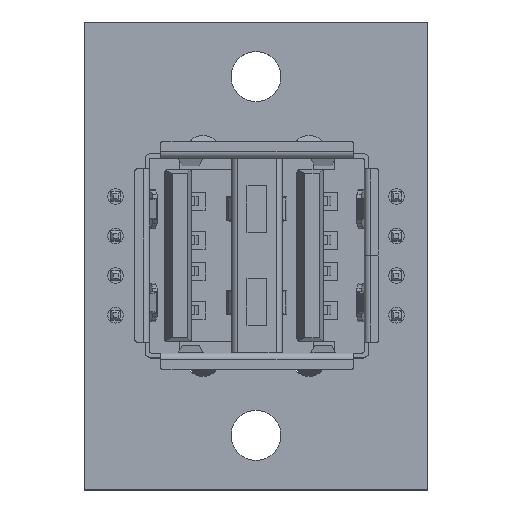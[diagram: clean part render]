
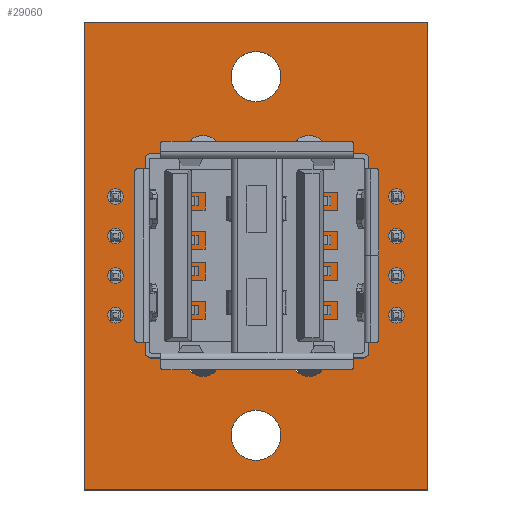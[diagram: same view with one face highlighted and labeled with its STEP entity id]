
A CAD part, top view. The second image highlights one B-rep face of the part: STEP entity #29060.
In plain terms, the highlighted planar face has unit normal (0, 0, 1).
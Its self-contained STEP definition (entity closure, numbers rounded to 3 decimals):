
#296=FACE_BOUND('',#4302,.T.);
#297=FACE_BOUND('',#4303,.T.);
#298=FACE_BOUND('',#4304,.T.);
#299=FACE_BOUND('',#4305,.T.);
#300=FACE_BOUND('',#4306,.T.);
#301=FACE_BOUND('',#4307,.T.);
#302=FACE_BOUND('',#4308,.T.);
#303=FACE_BOUND('',#4309,.T.);
#304=FACE_BOUND('',#4310,.T.);
#305=FACE_BOUND('',#4311,.T.);
#306=FACE_BOUND('',#4312,.T.);
#307=FACE_BOUND('',#4313,.T.);
#308=FACE_BOUND('',#4314,.T.);
#309=FACE_BOUND('',#4315,.T.);
#310=FACE_BOUND('',#4316,.T.);
#311=FACE_BOUND('',#4317,.T.);
#312=FACE_BOUND('',#4318,.T.);
#313=FACE_BOUND('',#4319,.T.);
#314=FACE_BOUND('',#4320,.T.);
#315=FACE_BOUND('',#4321,.T.);
#316=FACE_BOUND('',#4322,.T.);
#317=FACE_BOUND('',#4323,.T.);
#1203=PLANE('',#31167);
#2783=FACE_OUTER_BOUND('',#4301,.T.);
#4301=EDGE_LOOP('',(#25336,#25337,#25338,#25339));
#4302=EDGE_LOOP('',(#25340));
#4303=EDGE_LOOP('',(#25341));
#4304=EDGE_LOOP('',(#25342));
#4305=EDGE_LOOP('',(#25343));
#4306=EDGE_LOOP('',(#25344));
#4307=EDGE_LOOP('',(#25345));
#4308=EDGE_LOOP('',(#25346));
#4309=EDGE_LOOP('',(#25347));
#4310=EDGE_LOOP('',(#25348));
#4311=EDGE_LOOP('',(#25349));
#4312=EDGE_LOOP('',(#25350));
#4313=EDGE_LOOP('',(#25351));
#4314=EDGE_LOOP('',(#25352));
#4315=EDGE_LOOP('',(#25353));
#4316=EDGE_LOOP('',(#25354));
#4317=EDGE_LOOP('',(#25355));
#4318=EDGE_LOOP('',(#25356));
#4319=EDGE_LOOP('',(#25357));
#4320=EDGE_LOOP('',(#25358));
#4321=EDGE_LOOP('',(#25359));
#4322=EDGE_LOOP('',(#25360));
#4323=EDGE_LOOP('',(#25361));
#5062=CIRCLE('',#31168,1.15);
#5063=CIRCLE('',#31169,0.5);
#5064=CIRCLE('',#31170,0.46);
#5065=CIRCLE('',#31171,0.5);
#5066=CIRCLE('',#31172,0.46);
#5067=CIRCLE('',#31173,1.6);
#5068=CIRCLE('',#31174,1.15);
#5069=CIRCLE('',#31175,0.46);
#5070=CIRCLE('',#31176,0.46);
#5071=CIRCLE('',#31177,0.5);
#5072=CIRCLE('',#31178,0.5);
#5073=CIRCLE('',#31179,0.5);
#5074=CIRCLE('',#31180,0.46);
#5075=CIRCLE('',#31181,0.5);
#5076=CIRCLE('',#31182,0.46);
#5077=CIRCLE('',#31183,1.15);
#5078=CIRCLE('',#31184,0.46);
#5079=CIRCLE('',#31185,0.46);
#5080=CIRCLE('',#31186,0.5);
#5081=CIRCLE('',#31187,0.5);
#5082=CIRCLE('',#31188,1.15);
#5083=CIRCLE('',#31189,1.6);
#7941=LINE('',#49417,#11069);
#7945=LINE('',#49425,#11073);
#7947=LINE('',#49429,#11075);
#7951=LINE('',#49480,#11079);
#11069=VECTOR('',#38007,1.);
#11073=VECTOR('',#38013,1.);
#11075=VECTOR('',#38017,1.);
#11079=VECTOR('',#38069,1.);
#13707=VERTEX_POINT('',#49414);
#13708=VERTEX_POINT('',#49416);
#13711=VERTEX_POINT('',#49423);
#13712=VERTEX_POINT('',#49428);
#13736=VERTEX_POINT('',#49481);
#13737=VERTEX_POINT('',#49483);
#13738=VERTEX_POINT('',#49485);
#13739=VERTEX_POINT('',#49487);
#13740=VERTEX_POINT('',#49489);
#13741=VERTEX_POINT('',#49491);
#13742=VERTEX_POINT('',#49493);
#13743=VERTEX_POINT('',#49495);
#13744=VERTEX_POINT('',#49497);
#13745=VERTEX_POINT('',#49499);
#13746=VERTEX_POINT('',#49501);
#13747=VERTEX_POINT('',#49503);
#13748=VERTEX_POINT('',#49505);
#13749=VERTEX_POINT('',#49507);
#13750=VERTEX_POINT('',#49509);
#13751=VERTEX_POINT('',#49511);
#13752=VERTEX_POINT('',#49513);
#13753=VERTEX_POINT('',#49515);
#13754=VERTEX_POINT('',#49517);
#13755=VERTEX_POINT('',#49519);
#13756=VERTEX_POINT('',#49521);
#13757=VERTEX_POINT('',#49523);
#17599=EDGE_CURVE('',#13707,#13708,#7941,.T.);
#17603=EDGE_CURVE('',#13711,#13707,#7945,.T.);
#17605=EDGE_CURVE('',#13708,#13712,#7947,.T.);
#17631=EDGE_CURVE('',#13712,#13711,#7951,.T.);
#17632=EDGE_CURVE('',#13736,#13736,#5062,.T.);
#17633=EDGE_CURVE('',#13737,#13737,#5063,.T.);
#17634=EDGE_CURVE('',#13738,#13738,#5064,.T.);
#17635=EDGE_CURVE('',#13739,#13739,#5065,.T.);
#17636=EDGE_CURVE('',#13740,#13740,#5066,.T.);
#17637=EDGE_CURVE('',#13741,#13741,#5067,.T.);
#17638=EDGE_CURVE('',#13742,#13742,#5068,.T.);
#17639=EDGE_CURVE('',#13743,#13743,#5069,.T.);
#17640=EDGE_CURVE('',#13744,#13744,#5070,.T.);
#17641=EDGE_CURVE('',#13745,#13745,#5071,.T.);
#17642=EDGE_CURVE('',#13746,#13746,#5072,.T.);
#17643=EDGE_CURVE('',#13747,#13747,#5073,.T.);
#17644=EDGE_CURVE('',#13748,#13748,#5074,.T.);
#17645=EDGE_CURVE('',#13749,#13749,#5075,.T.);
#17646=EDGE_CURVE('',#13750,#13750,#5076,.T.);
#17647=EDGE_CURVE('',#13751,#13751,#5077,.T.);
#17648=EDGE_CURVE('',#13752,#13752,#5078,.T.);
#17649=EDGE_CURVE('',#13753,#13753,#5079,.T.);
#17650=EDGE_CURVE('',#13754,#13754,#5080,.T.);
#17651=EDGE_CURVE('',#13755,#13755,#5081,.T.);
#17652=EDGE_CURVE('',#13756,#13756,#5082,.T.);
#17653=EDGE_CURVE('',#13757,#13757,#5083,.T.);
#25336=ORIENTED_EDGE('',*,*,#17599,.F.);
#25337=ORIENTED_EDGE('',*,*,#17603,.F.);
#25338=ORIENTED_EDGE('',*,*,#17631,.F.);
#25339=ORIENTED_EDGE('',*,*,#17605,.F.);
#25340=ORIENTED_EDGE('',*,*,#17632,.T.);
#25341=ORIENTED_EDGE('',*,*,#17633,.T.);
#25342=ORIENTED_EDGE('',*,*,#17634,.T.);
#25343=ORIENTED_EDGE('',*,*,#17635,.T.);
#25344=ORIENTED_EDGE('',*,*,#17636,.T.);
#25345=ORIENTED_EDGE('',*,*,#17637,.T.);
#25346=ORIENTED_EDGE('',*,*,#17638,.T.);
#25347=ORIENTED_EDGE('',*,*,#17639,.T.);
#25348=ORIENTED_EDGE('',*,*,#17640,.T.);
#25349=ORIENTED_EDGE('',*,*,#17641,.T.);
#25350=ORIENTED_EDGE('',*,*,#17642,.T.);
#25351=ORIENTED_EDGE('',*,*,#17643,.T.);
#25352=ORIENTED_EDGE('',*,*,#17644,.T.);
#25353=ORIENTED_EDGE('',*,*,#17645,.T.);
#25354=ORIENTED_EDGE('',*,*,#17646,.T.);
#25355=ORIENTED_EDGE('',*,*,#17647,.T.);
#25356=ORIENTED_EDGE('',*,*,#17648,.T.);
#25357=ORIENTED_EDGE('',*,*,#17649,.T.);
#25358=ORIENTED_EDGE('',*,*,#17650,.T.);
#25359=ORIENTED_EDGE('',*,*,#17651,.T.);
#25360=ORIENTED_EDGE('',*,*,#17652,.T.);
#25361=ORIENTED_EDGE('',*,*,#17653,.T.);
#29060=ADVANCED_FACE('',(#2783,#296,#297,#298,#299,#300,#301,#302,#303,
#304,#305,#306,#307,#308,#309,#310,#311,#312,#313,#314,#315,#316,#317),
#1203,.T.);
#31167=AXIS2_PLACEMENT_3D('',#49479,#38067,#38068);
#31168=AXIS2_PLACEMENT_3D('',#49482,#38070,#38071);
#31169=AXIS2_PLACEMENT_3D('',#49484,#38072,#38073);
#31170=AXIS2_PLACEMENT_3D('',#49486,#38074,#38075);
#31171=AXIS2_PLACEMENT_3D('',#49488,#38076,#38077);
#31172=AXIS2_PLACEMENT_3D('',#49490,#38078,#38079);
#31173=AXIS2_PLACEMENT_3D('',#49492,#38080,#38081);
#31174=AXIS2_PLACEMENT_3D('',#49494,#38082,#38083);
#31175=AXIS2_PLACEMENT_3D('',#49496,#38084,#38085);
#31176=AXIS2_PLACEMENT_3D('',#49498,#38086,#38087);
#31177=AXIS2_PLACEMENT_3D('',#49500,#38088,#38089);
#31178=AXIS2_PLACEMENT_3D('',#49502,#38090,#38091);
#31179=AXIS2_PLACEMENT_3D('',#49504,#38092,#38093);
#31180=AXIS2_PLACEMENT_3D('',#49506,#38094,#38095);
#31181=AXIS2_PLACEMENT_3D('',#49508,#38096,#38097);
#31182=AXIS2_PLACEMENT_3D('',#49510,#38098,#38099);
#31183=AXIS2_PLACEMENT_3D('',#49512,#38100,#38101);
#31184=AXIS2_PLACEMENT_3D('',#49514,#38102,#38103);
#31185=AXIS2_PLACEMENT_3D('',#49516,#38104,#38105);
#31186=AXIS2_PLACEMENT_3D('',#49518,#38106,#38107);
#31187=AXIS2_PLACEMENT_3D('',#49520,#38108,#38109);
#31188=AXIS2_PLACEMENT_3D('',#49522,#38110,#38111);
#31189=AXIS2_PLACEMENT_3D('',#49524,#38112,#38113);
#38007=DIRECTION('',(-1.,0.,0.));
#38013=DIRECTION('',(0.,-1.,0.));
#38017=DIRECTION('',(0.,1.,0.));
#38067=DIRECTION('center_axis',(0.,0.,1.));
#38068=DIRECTION('ref_axis',(1.,0.,0.));
#38069=DIRECTION('',(1.,0.,0.));
#38070=DIRECTION('center_axis',(0.,0.,-1.));
#38071=DIRECTION('ref_axis',(0.,-1.,0.));
#38072=DIRECTION('center_axis',(0.,0.,-1.));
#38073=DIRECTION('ref_axis',(0.,-1.,0.));
#38074=DIRECTION('center_axis',(0.,0.,-1.));
#38075=DIRECTION('ref_axis',(0.,-1.,0.));
#38076=DIRECTION('center_axis',(0.,0.,-1.));
#38077=DIRECTION('ref_axis',(0.,-1.,0.));
#38078=DIRECTION('center_axis',(0.,0.,-1.));
#38079=DIRECTION('ref_axis',(0.,-1.,0.));
#38080=DIRECTION('center_axis',(0.,0.,-1.));
#38081=DIRECTION('ref_axis',(0.,-1.,0.));
#38082=DIRECTION('center_axis',(0.,0.,-1.));
#38083=DIRECTION('ref_axis',(0.,-1.,0.));
#38084=DIRECTION('center_axis',(0.,0.,-1.));
#38085=DIRECTION('ref_axis',(0.,-1.,0.));
#38086=DIRECTION('center_axis',(0.,0.,-1.));
#38087=DIRECTION('ref_axis',(0.,-1.,0.));
#38088=DIRECTION('center_axis',(0.,0.,-1.));
#38089=DIRECTION('ref_axis',(0.,-1.,0.));
#38090=DIRECTION('center_axis',(0.,0.,-1.));
#38091=DIRECTION('ref_axis',(0.,-1.,0.));
#38092=DIRECTION('center_axis',(0.,0.,-1.));
#38093=DIRECTION('ref_axis',(0.,-1.,0.));
#38094=DIRECTION('center_axis',(0.,0.,-1.));
#38095=DIRECTION('ref_axis',(0.,-1.,0.));
#38096=DIRECTION('center_axis',(0.,0.,-1.));
#38097=DIRECTION('ref_axis',(0.,-1.,0.));
#38098=DIRECTION('center_axis',(0.,0.,-1.));
#38099=DIRECTION('ref_axis',(0.,-1.,0.));
#38100=DIRECTION('center_axis',(0.,0.,-1.));
#38101=DIRECTION('ref_axis',(0.,-1.,0.));
#38102=DIRECTION('center_axis',(0.,0.,-1.));
#38103=DIRECTION('ref_axis',(0.,-1.,0.));
#38104=DIRECTION('center_axis',(0.,0.,-1.));
#38105=DIRECTION('ref_axis',(0.,-1.,0.));
#38106=DIRECTION('center_axis',(0.,0.,-1.));
#38107=DIRECTION('ref_axis',(0.,-1.,0.));
#38108=DIRECTION('center_axis',(0.,0.,-1.));
#38109=DIRECTION('ref_axis',(0.,-1.,0.));
#38110=DIRECTION('center_axis',(0.,0.,-1.));
#38111=DIRECTION('ref_axis',(0.,-1.,0.));
#38112=DIRECTION('center_axis',(0.,0.,-1.));
#38113=DIRECTION('ref_axis',(0.,-1.,0.));
#49414=CARTESIAN_POINT('',(22.,-30.,1.51));
#49416=CARTESIAN_POINT('',(0.,-30.,1.51));
#49417=CARTESIAN_POINT('',(22.,-30.,1.51));
#49423=CARTESIAN_POINT('',(22.,0.,1.51));
#49425=CARTESIAN_POINT('',(22.,0.,1.51));
#49428=CARTESIAN_POINT('',(0.,0.,1.51));
#49429=CARTESIAN_POINT('',(0.,-30.,1.51));
#49479=CARTESIAN_POINT('Origin',(0.,0.,1.51));
#49480=CARTESIAN_POINT('',(0.,0.,1.51));
#49481=CARTESIAN_POINT('',(7.6,-20.42,1.51));
#49482=CARTESIAN_POINT('Origin',(7.6,-21.57,1.51));
#49483=CARTESIAN_POINT('',(2.,-18.3,1.51));
#49484=CARTESIAN_POINT('Origin',(2.,-18.8,1.51));
#49485=CARTESIAN_POINT('',(5.42,-18.04,1.51));
#49486=CARTESIAN_POINT('Origin',(5.42,-18.5,1.51));
#49487=CARTESIAN_POINT('',(2.,-15.76,1.51));
#49488=CARTESIAN_POINT('Origin',(2.,-16.26,1.51));
#49489=CARTESIAN_POINT('',(5.42,-15.54,1.51));
#49490=CARTESIAN_POINT('Origin',(5.42,-16.,1.51));
#49491=CARTESIAN_POINT('',(11.,-24.9,1.51));
#49492=CARTESIAN_POINT('Origin',(11.,-26.5,1.51));
#49493=CARTESIAN_POINT('',(14.4,-20.42,1.51));
#49494=CARTESIAN_POINT('Origin',(14.4,-21.57,1.51));
#49495=CARTESIAN_POINT('',(13.92,-18.04,1.51));
#49496=CARTESIAN_POINT('Origin',(13.92,-18.5,1.51));
#49497=CARTESIAN_POINT('',(13.92,-15.54,1.51));
#49498=CARTESIAN_POINT('Origin',(13.92,-16.,1.51));
#49499=CARTESIAN_POINT('',(20.,-18.3,1.51));
#49500=CARTESIAN_POINT('Origin',(20.,-18.8,1.51));
#49501=CARTESIAN_POINT('',(20.,-15.76,1.51));
#49502=CARTESIAN_POINT('Origin',(20.,-16.26,1.51));
#49503=CARTESIAN_POINT('',(2.,-13.22,1.51));
#49504=CARTESIAN_POINT('Origin',(2.,-13.72,1.51));
#49505=CARTESIAN_POINT('',(5.42,-13.54,1.51));
#49506=CARTESIAN_POINT('Origin',(5.42,-14.,1.51));
#49507=CARTESIAN_POINT('',(2.,-10.68,1.51));
#49508=CARTESIAN_POINT('Origin',(2.,-11.18,1.51));
#49509=CARTESIAN_POINT('',(5.42,-11.04,1.51));
#49510=CARTESIAN_POINT('Origin',(5.42,-11.5,1.51));
#49511=CARTESIAN_POINT('',(7.6,-7.28,1.51));
#49512=CARTESIAN_POINT('Origin',(7.6,-8.43,1.51));
#49513=CARTESIAN_POINT('',(13.92,-13.54,1.51));
#49514=CARTESIAN_POINT('Origin',(13.92,-14.,1.51));
#49515=CARTESIAN_POINT('',(13.92,-11.04,1.51));
#49516=CARTESIAN_POINT('Origin',(13.92,-11.5,1.51));
#49517=CARTESIAN_POINT('',(20.,-13.22,1.51));
#49518=CARTESIAN_POINT('Origin',(20.,-13.72,1.51));
#49519=CARTESIAN_POINT('',(20.,-10.68,1.51));
#49520=CARTESIAN_POINT('Origin',(20.,-11.18,1.51));
#49521=CARTESIAN_POINT('',(14.4,-7.28,1.51));
#49522=CARTESIAN_POINT('Origin',(14.4,-8.43,1.51));
#49523=CARTESIAN_POINT('',(11.,-1.9,1.51));
#49524=CARTESIAN_POINT('Origin',(11.,-3.5,1.51));
